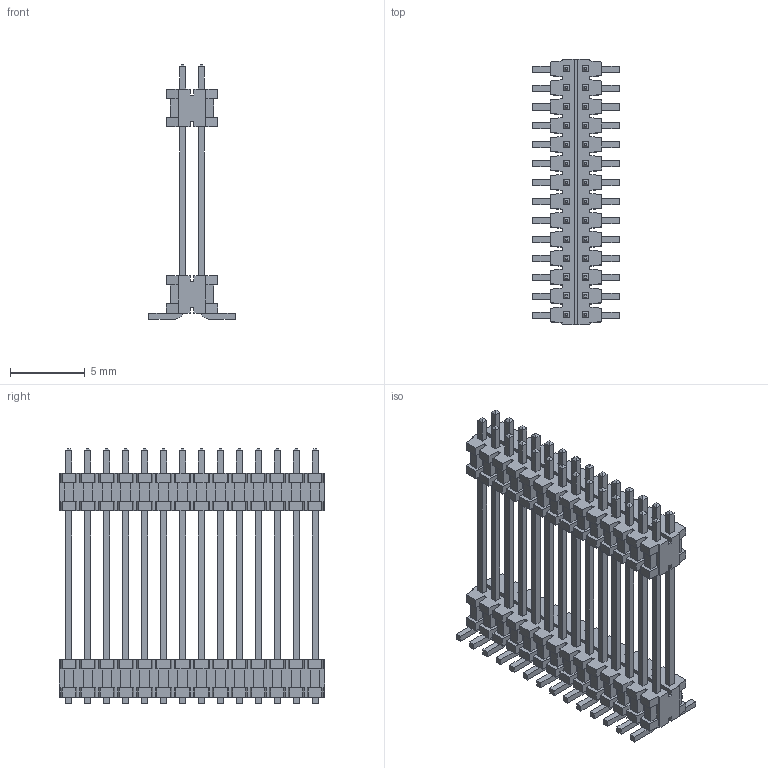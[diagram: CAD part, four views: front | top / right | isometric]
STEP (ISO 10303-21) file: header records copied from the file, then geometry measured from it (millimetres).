
FILE_DESCRIPTION((''),'2;1');
FILE_NAME('SAMTEC_FW-14-05-X-D-607-065','2008-12-08T',('dburnier'),('EPFL'),'PRO/ENGINEER BY PARAMETRIC TECHNOLOGY CORPORATION, 2007370','PRO/ENGINEER BY PARAMETRIC TECHNOLOGY CORPORATION, 2007370','');
FILE_SCHEMA(('AUTOMOTIVE_DESIGN_CC2 { 1 2 10303 214 -1 1 5 2 }'));
Products named in the file (1): SAMTEC_FW-14-05-X-D-607-065
Bounding box: 5.82 x 17.78 x 17.07 mm (x, y, z)
Volume: 299.6 mm3; surface area: 1629.2 mm2
Topology: 1 solids, 1 shells, 1456 faces, 4524 edges, 2960 vertices
Faces by surface type: plane 1428, cylinder 28
Entity records: 74878 total; most frequent: ORIENTED_EDGE 9048, CARTESIAN_POINT 8940, DIRECTION 7492, PRESENTATION_STYLE_ASSIGNMENT 5505, STYLED_ITEM 4525, CURVE_STYLE 4524, EDGE_CURVE 4524, VECTOR 4468
